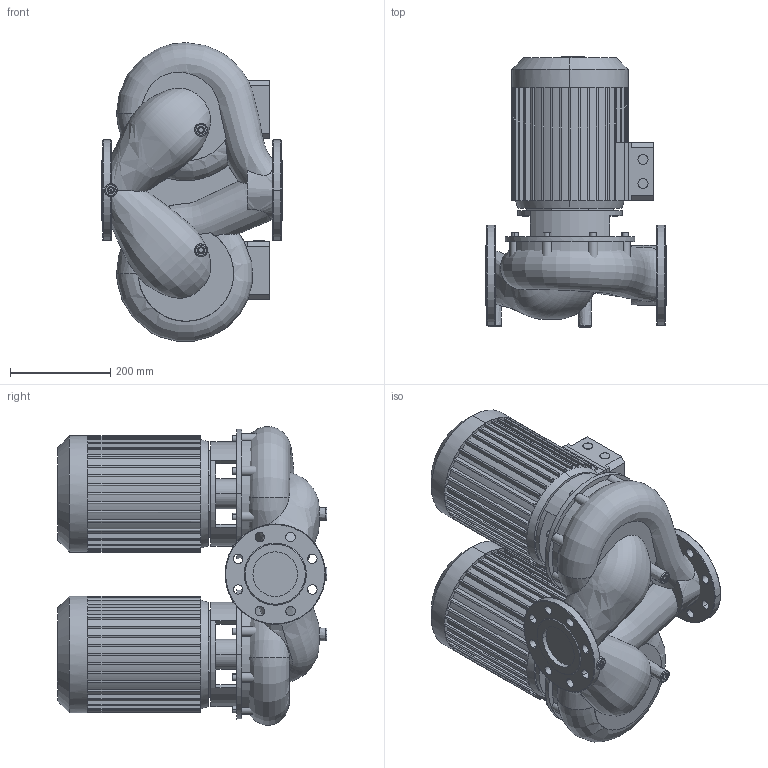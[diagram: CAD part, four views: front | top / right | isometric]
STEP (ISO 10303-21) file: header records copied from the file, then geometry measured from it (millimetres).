
FILE_DESCRIPTION((''),'2;1');
FILE_NAME('3d_DPL80_120-5_5_2-2155464.stp','2016-08-24T11:00:39',(''),(''),'Mechanical Desktop 2009','Mechanical Desktop 2009',', , ');
FILE_SCHEMA(('CONFIG_CONTROL_DESIGN'));
Length unit declared in the file: millimetre
Products named in the file (1): Product
Bounding box: 360 x 537.88 x 595.41 mm (x, y, z)
Volume: 47768877.5 mm3; surface area: 2104523.8 mm2
Topology: 17 solids, 17 shells, 989 faces, 2501 edges, 1592 vertices
Faces by surface type: plane 510, bspline 237, cylinder 228, cone 10, torus 4
Entity records: 63145 total; most frequent: CARTESIAN_POINT 39514, ORIENTED_EDGE 4986, DIRECTION 4796, EDGE_CURVE 2493, AXIS2_PLACEMENT_3D 1711, VERTEX_POINT 1588, VECTOR 1374, LINE 1374
